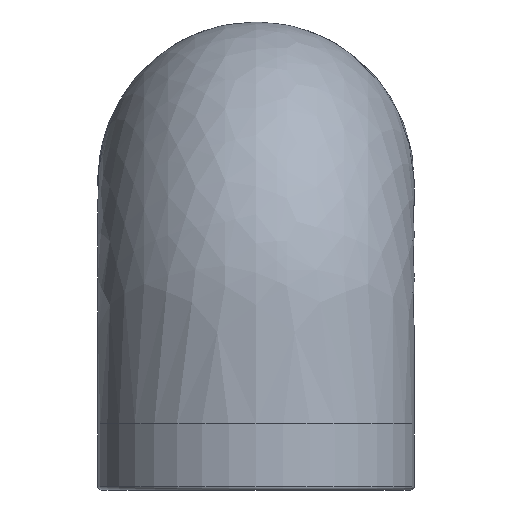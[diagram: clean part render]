
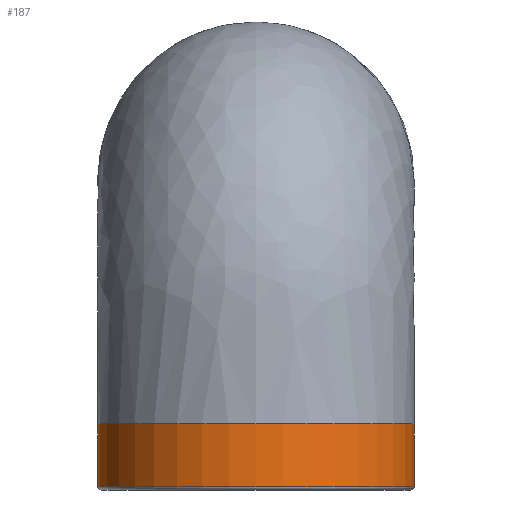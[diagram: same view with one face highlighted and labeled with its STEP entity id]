
A CAD part, front view. The second image highlights one B-rep face of the part: STEP entity #187.
In plain terms, the highlighted cylindrical face has radius 24.5 mm (diameter 49 mm), a full revolution.
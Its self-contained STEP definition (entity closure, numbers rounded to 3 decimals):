
#27=CYLINDRICAL_SURFACE($,#205,24.5);
#32=FACE_BOUND($,#57,.T.);
#46=FACE_OUTER_BOUND($,#56,.T.);
#56=EDGE_LOOP($,(#140,#141,#142));
#57=EDGE_LOOP($,(#143));
#77=CIRCLE($,#203,24.5);
#79=CIRCLE($,#206,24.5);
#80=CIRCLE($,#207,24.5);
#81=CIRCLE($,#208,24.5);
#95=VERTEX_POINT($,#292);
#97=VERTEX_POINT($,#297);
#98=VERTEX_POINT($,#298);
#99=VERTEX_POINT($,#300);
#115=EDGE_CURVE($,#95,#95,#77,.T.);
#117=EDGE_CURVE($,#97,#98,#79,.T.);
#118=EDGE_CURVE($,#99,#97,#80,.T.);
#119=EDGE_CURVE($,#98,#99,#81,.T.);
#140=ORIENTED_EDGE($,*,*,#117,.F.);
#141=ORIENTED_EDGE($,*,*,#118,.F.);
#142=ORIENTED_EDGE($,*,*,#119,.F.);
#143=ORIENTED_EDGE($,*,*,#115,.F.);
#187=ADVANCED_FACE($,(#46,#32),#27,.T.);
#203=AXIS2_PLACEMENT_3D($,#293,#234,#235);
#205=AXIS2_PLACEMENT_3D($,#296,#238,#239);
#206=AXIS2_PLACEMENT_3D($,#299,#240,#241);
#207=AXIS2_PLACEMENT_3D($,#301,#242,#243);
#208=AXIS2_PLACEMENT_3D($,#302,#244,#245);
#234=DIRECTION('center_axis',(0.,0.,-1.));
#235=DIRECTION('ref_axis',(-1.,0.,0.));
#238=DIRECTION('center_axis',(0.,0.,1.));
#239=DIRECTION('ref_axis',(-1.,0.,0.));
#240=DIRECTION('center_axis',(0.,0.,1.));
#241=DIRECTION('ref_axis',(-1.,0.,0.));
#242=DIRECTION('center_axis',(0.,0.,1.));
#243=DIRECTION('ref_axis',(-1.,0.,0.));
#244=DIRECTION('center_axis',(0.,0.,1.));
#245=DIRECTION('ref_axis',(-1.,0.,0.));
#292=CARTESIAN_POINT('',(24.5,0.,0.5));
#293=CARTESIAN_POINT('Origin',(0.,0.,0.5));
#296=CARTESIAN_POINT('Origin',(0.,0.,0.));
#297=CARTESIAN_POINT('',(24.5,0.,10.25));
#298=CARTESIAN_POINT('',(-24.5,0.,10.25));
#299=CARTESIAN_POINT('Origin',(0.,0.,10.25));
#300=CARTESIAN_POINT('',(0.,-24.5,10.25));
#301=CARTESIAN_POINT('Origin',(0.,0.,10.25));
#302=CARTESIAN_POINT('Origin',(0.,0.,10.25));
